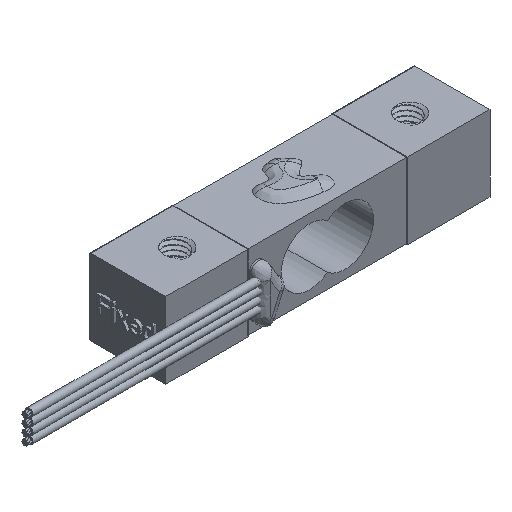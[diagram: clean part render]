
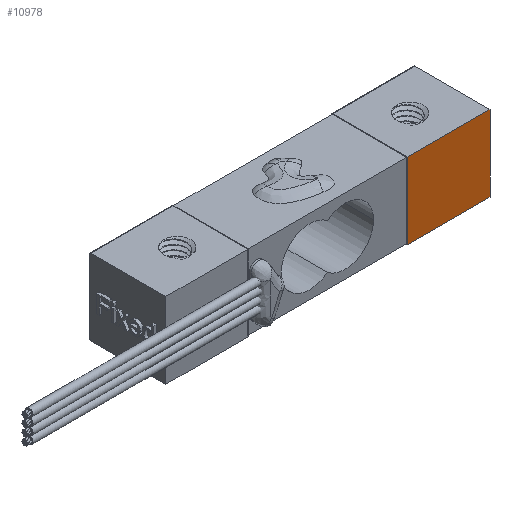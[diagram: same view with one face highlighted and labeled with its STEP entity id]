
A CAD part, isometric view. The second image highlights one B-rep face of the part: STEP entity #10978.
In plain terms, the highlighted planar face has unit normal (0, -1, 0).
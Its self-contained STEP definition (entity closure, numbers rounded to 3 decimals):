
#9412=CARTESIAN_POINT('',(32.997,-6.45,14.364));
#9413=VERTEX_POINT('',#9412);
#9420=CARTESIAN_POINT('',(46.997,-6.45,14.364));
#9421=VERTEX_POINT('',#9420);
#9422=CARTESIAN_POINT('',(32.997,-6.45,14.364));
#9423=DIRECTION('',(1.,0.,-0.));
#9424=VECTOR('',#9423,14.);
#9425=LINE('',#9422,#9424);
#9426=EDGE_CURVE('',#9413,#9421,#9425,.T.);
#9458=CARTESIAN_POINT('',(46.997,-6.45,1.464));
#9459=VERTEX_POINT('',#9458);
#9466=CARTESIAN_POINT('',(32.997,-6.45,1.464));
#9467=VERTEX_POINT('',#9466);
#9468=CARTESIAN_POINT('',(46.997,-6.45,1.464));
#9469=DIRECTION('',(-1.,0.,0.));
#9470=VECTOR('',#9469,14.);
#9471=LINE('',#9468,#9470);
#9472=EDGE_CURVE('',#9459,#9467,#9471,.T.);
#10815=CARTESIAN_POINT('',(32.997,-6.45,14.364));
#10816=DIRECTION('',(-0.,-0.,-1.));
#10817=VECTOR('',#10816,12.9);
#10818=LINE('',#10815,#10817);
#10819=EDGE_CURVE('',#9413,#9467,#10818,.T.);
#10962=CARTESIAN_POINT('',(217.997,-6.45,14.264));
#10963=DIRECTION('',(0.,-1.,0.));
#10964=DIRECTION('',(1.,0.,-0.));
#10965=AXIS2_PLACEMENT_3D('',#10962,#10963,#10964);
#10966=PLANE('',#10965);
#10967=ORIENTED_EDGE('',*,*,#9426,.F.);
#10968=ORIENTED_EDGE('',*,*,#10819,.T.);
#10969=ORIENTED_EDGE('',*,*,#9472,.F.);
#10970=CARTESIAN_POINT('',(46.997,-6.45,14.364));
#10971=DIRECTION('',(-0.,-0.,-1.));
#10972=VECTOR('',#10971,12.9);
#10973=LINE('',#10970,#10972);
#10974=EDGE_CURVE('',#9421,#9459,#10973,.T.);
#10975=ORIENTED_EDGE('',*,*,#10974,.F.);
#10976=EDGE_LOOP('',(#10967,#10968,#10969,#10975));
#10977=FACE_BOUND('',#10976,.T.);
#10978=ADVANCED_FACE('',(#10977),#10966,.T.);
